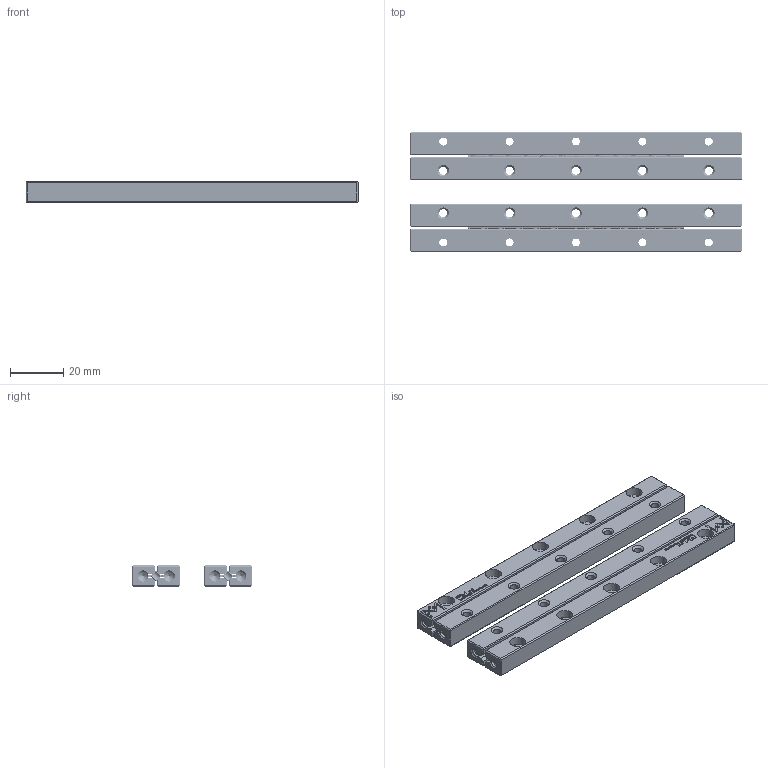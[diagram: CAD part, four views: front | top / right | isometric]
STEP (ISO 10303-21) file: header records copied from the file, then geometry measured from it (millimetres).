
FILE_DESCRIPTION(/* description */ (''),/* implementation_level */ '2;1');
FILE_NAME(/* name */ 'Set RSDE-3125x22KRE-ACC_stp.stp',/* time_stamp */ '2025-03-04T11:21:08+01:00',/* author */ (''),/* organization */ (''),/* preprocessor_version */ 'ST-DEVELOPER v16.7',/* originating_system */ 'SIEMENS PLM Software NX 12.0',/* authorisation */ '');
FILE_SCHEMA (('AUTOMOTIVE_DESIGN { 1 0 10303 214 3 1 1 1 }'));
Products named in the file (1): Set RSDE-3125x22KRE-ACC_stp
Bounding box: 125 x 45 x 8 mm (x, y, z)
Volume: 30269.8 mm3; surface area: 26061.6 mm2
Topology: 60 solids, 60 shells, 4408 faces, 12306 edges, 8122 vertices
Faces by surface type: plane 2456, cylinder 1004, torus 456, bspline 360, extrusion 72, cone 60
Full cylindrical faces by diameter (mm): 0.45 x192, 1 x8, 2 x44, 2.459 x8, 3 x44, 3.013 x20, 3.2 x8, 6 x20
Entity records: 153345 total; most frequent: CARTESIAN_POINT 35244, ORIENTED_EDGE 23200, DIRECTION 21290, EDGE_CURVE 11600, VERTEX_POINT 7912, VECTOR 7400, LINE 7328, AXIS2_PLACEMENT_3D 6945
